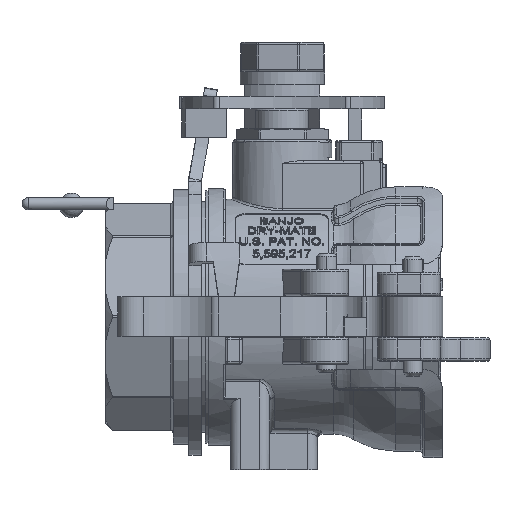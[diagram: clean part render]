
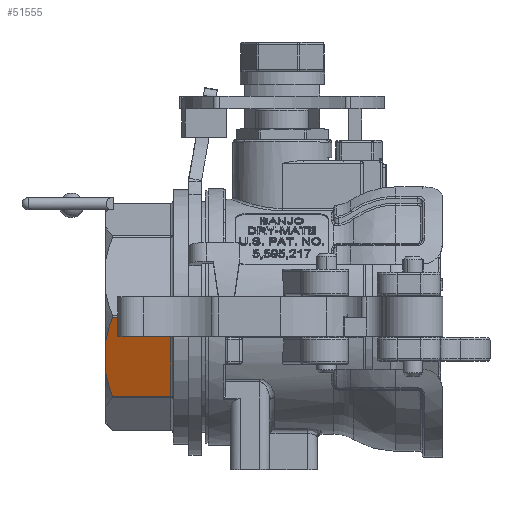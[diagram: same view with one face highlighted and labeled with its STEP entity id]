
A CAD part, top view. The second image highlights one B-rep face of the part: STEP entity #51555.
In plain terms, the highlighted face is planar.
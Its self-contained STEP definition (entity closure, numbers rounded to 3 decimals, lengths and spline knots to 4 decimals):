
#186=(
BOUNDED_CURVE()
B_SPLINE_CURVE(2,(#104488,#104489,#104490),.UNSPECIFIED.,.F.,.F.)
B_SPLINE_CURVE_WITH_KNOTS((3,3),(0.0316,0.8507),
 .UNSPECIFIED.)
CURVE()
GEOMETRIC_REPRESENTATION_ITEM()
RATIONAL_B_SPLINE_CURVE((1.,1.007,1.))
REPRESENTATION_ITEM('')
);
#187=(
BOUNDED_CURVE()
B_SPLINE_CURVE(2,(#104492,#104493,#104494),.UNSPECIFIED.,.F.,.F.)
B_SPLINE_CURVE_WITH_KNOTS((3,3),(0.,0.819),.UNSPECIFIED.)
CURVE()
GEOMETRIC_REPRESENTATION_ITEM()
RATIONAL_B_SPLINE_CURVE((1.,1.007,1.))
REPRESENTATION_ITEM('')
);
#1415=PLANE('',#55374);
#4592=FACE_OUTER_BOUND('',#7661,.T.);
#7661=EDGE_LOOP('',(#41811,#41812,#41813,#41814,#41815,#41816));
#14770=LINE('',#104167,#18435);
#14797=LINE('',#104458,#18462);
#14798=LINE('',#104483,#18463);
#14800=LINE('',#104495,#18465);
#18435=VECTOR('',#63043,0.3937);
#18462=VECTOR('',#63182,0.3937);
#18463=VECTOR('',#63189,0.3937);
#18465=VECTOR('',#63195,0.3937);
#23132=VERTEX_POINT('',#104164);
#23133=VERTEX_POINT('',#104166);
#23174=VERTEX_POINT('',#104446);
#23175=VERTEX_POINT('',#104457);
#23176=VERTEX_POINT('',#104482);
#23178=VERTEX_POINT('',#104491);
#29629=EDGE_CURVE('',#23133,#23132,#14770,.T.);
#29699=EDGE_CURVE('',#23174,#23175,#14797,.T.);
#29702=EDGE_CURVE('',#23175,#23176,#14798,.T.);
#29705=EDGE_CURVE('',#23174,#23133,#186,.T.);
#29706=EDGE_CURVE('',#23132,#23178,#187,.T.);
#29707=EDGE_CURVE('',#23176,#23178,#14800,.T.);
#41811=ORIENTED_EDGE('',*,*,#29699,.F.);
#41812=ORIENTED_EDGE('',*,*,#29705,.T.);
#41813=ORIENTED_EDGE('',*,*,#29629,.T.);
#41814=ORIENTED_EDGE('',*,*,#29706,.T.);
#41815=ORIENTED_EDGE('',*,*,#29707,.F.);
#41816=ORIENTED_EDGE('',*,*,#29702,.F.);
#51555=ADVANCED_FACE('',(#4592),#1415,.T.);
#55374=AXIS2_PLACEMENT_3D('',#104487,#63193,#63194);
#63043=DIRECTION('',(-0.924,0.,-0.383));
#63182=DIRECTION('',(0.,-1.,0.));
#63189=DIRECTION('',(-0.924,0.,-0.383));
#63193=DIRECTION('center_axis',(-0.383,0.,0.924));
#63194=DIRECTION('ref_axis',(-0.924,0.,-0.383));
#63195=DIRECTION('',(0.,1.,0.));
#104164=CARTESIAN_POINT('',(-0.7188,1.7,1.1397));
#104166=CARTESIAN_POINT('',(-0.2976,1.7,1.3141));
#104167=CARTESIAN_POINT('',(0.,1.7,1.4374));
#104446=CARTESIAN_POINT('',(-0.0115,1.6147,1.4327));
#104457=CARTESIAN_POINT('',(-0.0115,0.88,1.4327));
#104458=CARTESIAN_POINT('',(-0.0115,1.7,1.4327));
#104482=CARTESIAN_POINT('',(-1.0049,0.88,1.0212));
#104483=CARTESIAN_POINT('',(0.4394,0.88,1.6194));
#104487=CARTESIAN_POINT('Origin',(0.,1.7,1.4374));
#104488=CARTESIAN_POINT('Ctrl Pts',(-0.0115,1.6147,
1.4327));
#104489=CARTESIAN_POINT('Ctrl Pts',(-0.1589,1.6746,
1.3716));
#104490=CARTESIAN_POINT('Ctrl Pts',(-0.2976,1.7,1.3141));
#104491=CARTESIAN_POINT('',(-1.0049,1.6147,1.0212));
#104492=CARTESIAN_POINT('Ctrl Pts',(-0.7188,1.7,1.1397));
#104493=CARTESIAN_POINT('Ctrl Pts',(-0.8575,1.6746,
1.0822));
#104494=CARTESIAN_POINT('Ctrl Pts',(-1.0049,1.6147,
1.0212));
#104495=CARTESIAN_POINT('',(-1.0049,1.7,1.0212));
